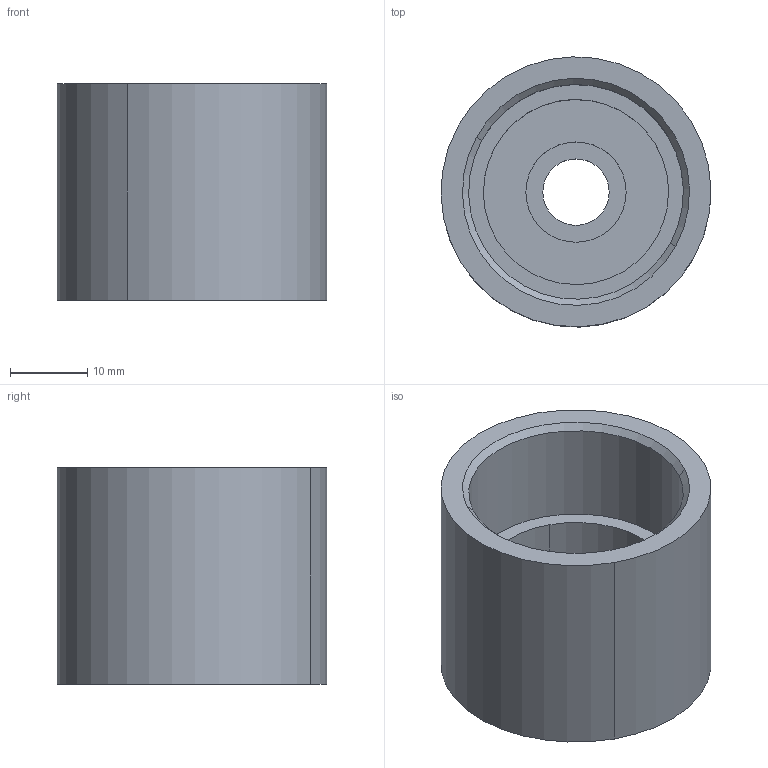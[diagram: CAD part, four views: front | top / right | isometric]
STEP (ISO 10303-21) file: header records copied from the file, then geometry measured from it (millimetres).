
FILE_DESCRIPTION(('CATIA V5 STEP Exchange'),'2;1');
FILE_NAME('sabre-v1-1.stp','2020-04-01T21:05:30+00:00',('none'),('none'),'CATIA Version 5 Release 20 GA (IN-10)','CATIA V5 STEP AP203','none');
FILE_SCHEMA(('CONFIG_CONTROL_DESIGN'));
Length unit declared in the file: millimetre
Products named in the file (1): sabre-v1-1
Bounding box: 34.99 x 34.99 x 28 mm (x, y, z)
Volume: 13805.5 mm3; surface area: 6926.1 mm2
Topology: 1 solids, 1 shells, 17 faces, 34 edges, 22 vertices
Faces by surface type: cylinder 10, plane 5, cone 2
Entity records: 453 total; most frequent: CARTESIAN_POINT 69, ORIENTED_EDGE 68, DIRECTION 58, AXIS2_PLACEMENT_3D 35, EDGE_CURVE 34, CIRCLE 22, EDGE_LOOP 22, VERTEX_POINT 22
